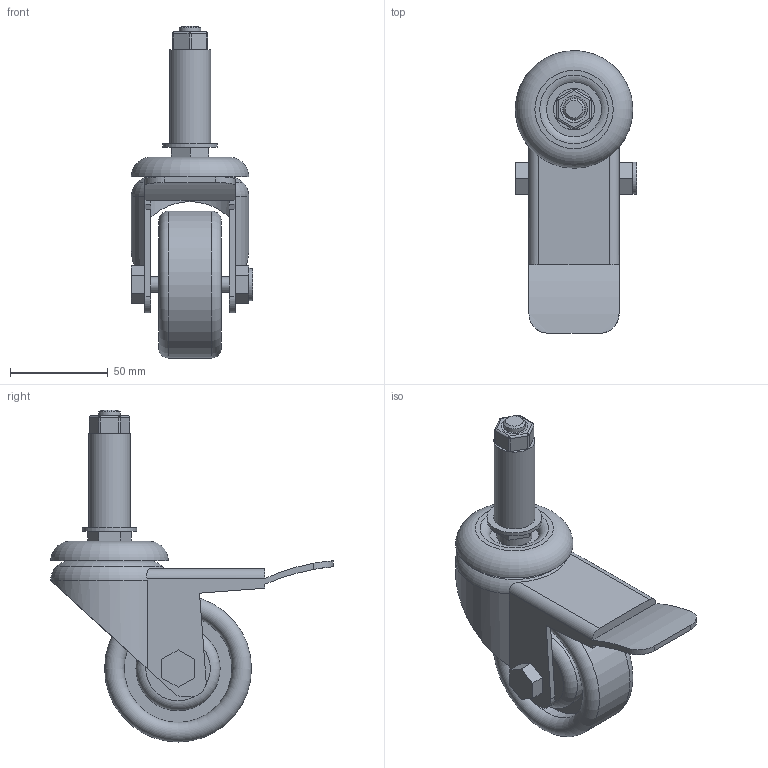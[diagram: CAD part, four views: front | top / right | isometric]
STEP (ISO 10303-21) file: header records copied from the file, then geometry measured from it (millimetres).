
FILE_DESCRIPTION((''),'2;1');
FILE_NAME('86404- poprawione.stp','2020-07-28T14:35:34',('trakoczy'),(''),'Autodesk Inventor 2013','Autodesk Inventor 2013','');
FILE_SCHEMA(('AUTOMOTIVE_DESIGN { 1 0 10303 214 1 1 1 1 }'));
Length unit declared in the file: millimetre
Products named in the file (3): 86404; 86404-I; 86404- II
Assembly tree (2 placements, depth 2):
  86404
    86404-I
    86404- II
Bounding box: 62 x 144.26 x 169.5 mm (x, y, z)
Volume: 207517 mm3; surface area: 61298.8 mm2
Topology: 2 solids, 2 shells, 126 faces, 288 edges, 181 vertices
Faces by surface type: plane 70, cylinder 40, torus 9, sphere 6, cone 1
Full cylindrical faces by diameter (mm): 8 x2, 11 x1, 12 x1, 16.454 x1, 18 x1, 21 x1, 28 x1, 43 x2, 54 x1, 55 x2, 75 x1
Entity records: 3513 total; most frequent: CARTESIAN_POINT 651, DIRECTION 595, ORIENTED_EDGE 512, EDGE_CURVE 256, AXIS2_PLACEMENT_3D 219, VERTEX_POINT 173, EDGE_LOOP 165, VECTOR 157
